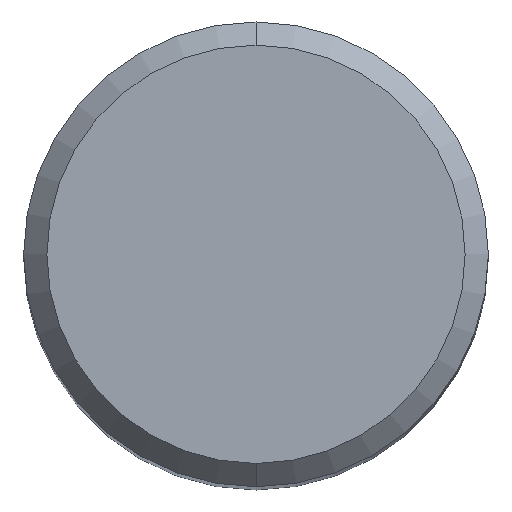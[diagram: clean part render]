
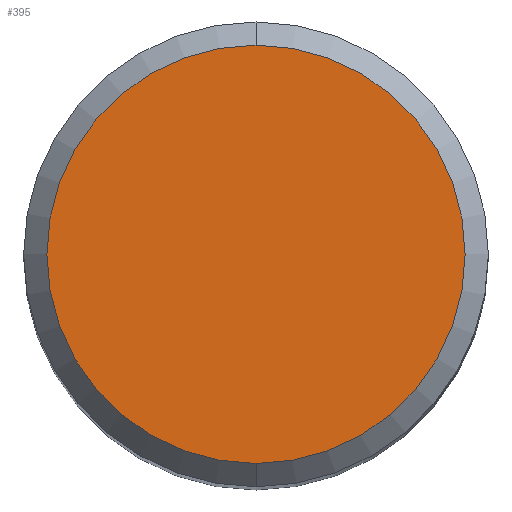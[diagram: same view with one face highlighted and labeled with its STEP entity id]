
A CAD part, top view. The second image highlights one B-rep face of the part: STEP entity #395.
In plain terms, the highlighted planar face has unit normal (0, 0, 1).
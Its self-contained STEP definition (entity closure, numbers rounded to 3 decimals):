
#211=VERTEX_POINT('',#521);
#281=VERTEX_POINT('',#596);
#343=EDGE_CURVE('',#281,#211,#666,.T.);
#395=ADVANCED_FACE('',(#725),#726,.T.);
#409=EDGE_CURVE('',#211,#281,#741,.T.);
#521=CARTESIAN_POINT('',(0.,-7.2,0.0));
#596=CARTESIAN_POINT('',(0.0,7.2,0.0));
#666=CIRCLE('',#1264,7.2);
#725=FACE_OUTER_BOUND('',#1407,.T.);
#726=PLANE('',#1408);
#741=CIRCLE('',#1428,7.2);
#1264=AXIS2_PLACEMENT_3D('',#1702,#1703,#1704);
#1407=EDGE_LOOP('',(#1782,#1783));
#1408=AXIS2_PLACEMENT_3D('',#1784,#1785,#1786);
#1428=AXIS2_PLACEMENT_3D('',#1802,#1803,#1804);
#1702=CARTESIAN_POINT('',(0.0,0.0,0.0));
#1703=DIRECTION('',(0.0,0.0,-1.0));
#1704=DIRECTION('',(0.0,1.0,0.0));
#1782=ORIENTED_EDGE('',*,*,#343,.F.);
#1783=ORIENTED_EDGE('',*,*,#409,.F.);
#1784=CARTESIAN_POINT('',(0.0,3.6,0.0));
#1785=DIRECTION('',(-0.0,0.0,1.0));
#1786=DIRECTION('',(0.0,-1.0,0.0));
#1802=CARTESIAN_POINT('',(0.0,0.0,0.0));
#1803=DIRECTION('',(0.0,0.0,-1.0));
#1804=DIRECTION('',(0.0,1.0,0.0));
